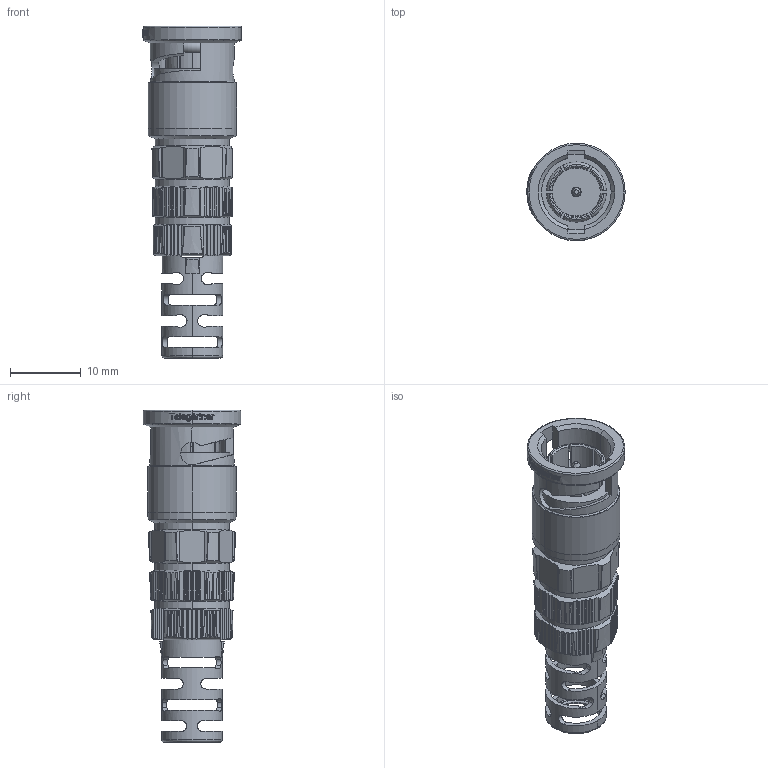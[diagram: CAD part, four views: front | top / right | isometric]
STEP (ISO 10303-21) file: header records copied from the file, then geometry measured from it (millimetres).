
FILE_DESCRIPTION (( 'STEP AP214' ), '1' );
FILE_NAME ('J01002A0082.STEP', '2013-06-12T14:56:14', ( 'Wartung1' ), ( '' ), 'SwSTEP 2.0', 'SolidWorks 2013', '' );
FILE_SCHEMA (( 'AUTOMOTIVE_DESIGN' ));
Length unit declared in the file: millimetre
Products named in the file (1): J01002A0082
Bounding box: 13.9 x 13.8 x 47 mm (x, y, z)
Volume: 2807.9 mm3; surface area: 3336.6 mm2
Topology: 2 solids, 2 shells, 865 faces, 2463 edges, 1620 vertices
Faces by surface type: plane 376, cylinder 257, bspline 130, cone 76, torus 26
Entity records: 44890 total; most frequent: CARTESIAN_POINT 15556, ORIENTED_EDGE 4926, DIRECTION 3015, EDGE_CURVE 2463, VERTEX_POINT 1620, B_SPLINE_CURVE_WITH_KNOTS 1255, AXIS2_PLACEMENT_3D 1114, EDGE_LOOP 909
